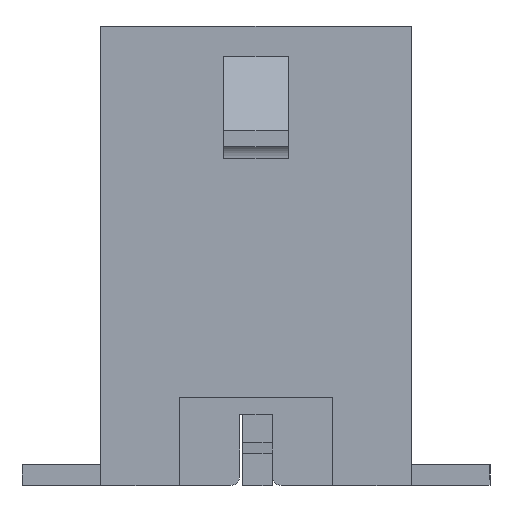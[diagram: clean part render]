
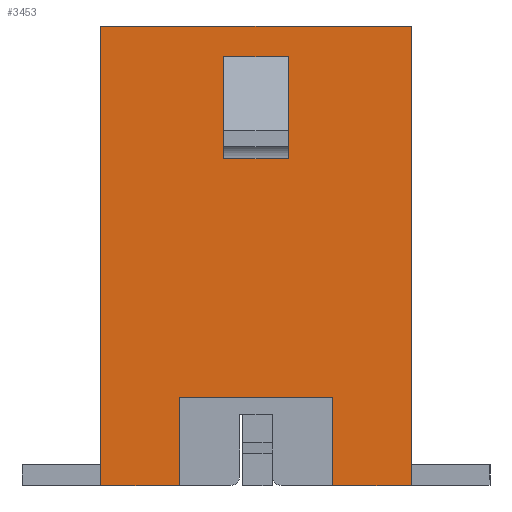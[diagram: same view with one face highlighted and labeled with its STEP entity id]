
A CAD part, left-side view. The second image highlights one B-rep face of the part: STEP entity #3453.
In plain terms, the highlighted face is planar.
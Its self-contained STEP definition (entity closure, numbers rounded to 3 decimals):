
#381=ORIENTED_EDGE('',*,*,#1327,.F.);
#382=ORIENTED_EDGE('',*,*,#1328,.F.);
#383=ORIENTED_EDGE('',*,*,#1329,.T.);
#384=ORIENTED_EDGE('',*,*,#1195,.F.);
#385=ORIENTED_EDGE('',*,*,#1326,.F.);
#386=ORIENTED_EDGE('',*,*,#1116,.T.);
#387=ORIENTED_EDGE('',*,*,#1317,.T.);
#388=ORIENTED_EDGE('',*,*,#1203,.F.);
#389=ORIENTED_EDGE('',*,*,#1330,.T.);
#390=ORIENTED_EDGE('',*,*,#1331,.T.);
#391=ORIENTED_EDGE('',*,*,#1332,.F.);
#392=ORIENTED_EDGE('',*,*,#1333,.F.);
#1116=EDGE_CURVE('',#1622,#1621,#1955,.T.);
#1195=EDGE_CURVE('',#1695,#1696,#2034,.T.);
#1203=EDGE_CURVE('',#1701,#1702,#2042,.T.);
#1317=EDGE_CURVE('',#1621,#1702,#2155,.T.);
#1326=EDGE_CURVE('',#1622,#1695,#2164,.T.);
#1327=EDGE_CURVE('',#1787,#1701,#2165,.T.);
#1328=EDGE_CURVE('',#1788,#1787,#2166,.T.);
#1329=EDGE_CURVE('',#1788,#1696,#2167,.T.);
#1330=EDGE_CURVE('',#1789,#1790,#2168,.T.);
#1331=EDGE_CURVE('',#1790,#1791,#2169,.T.);
#1332=EDGE_CURVE('',#1792,#1791,#2170,.T.);
#1333=EDGE_CURVE('',#1789,#1792,#2171,.T.);
#1621=VERTEX_POINT('',#4954);
#1622=VERTEX_POINT('',#4956);
#1695=VERTEX_POINT('',#5114);
#1696=VERTEX_POINT('',#5116);
#1701=VERTEX_POINT('',#5130);
#1702=VERTEX_POINT('',#5132);
#1787=VERTEX_POINT('',#5358);
#1788=VERTEX_POINT('',#5360);
#1789=VERTEX_POINT('',#5363);
#1790=VERTEX_POINT('',#5364);
#1791=VERTEX_POINT('',#5366);
#1792=VERTEX_POINT('',#5368);
#1955=LINE('',#4955,#2444);
#2034=LINE('',#5115,#2523);
#2042=LINE('',#5131,#2531);
#2155=LINE('',#5339,#2644);
#2164=LINE('',#5355,#2653);
#2165=LINE('',#5357,#2654);
#2166=LINE('',#5359,#2655);
#2167=LINE('',#5361,#2656);
#2168=LINE('',#5362,#2657);
#2169=LINE('',#5365,#2658);
#2170=LINE('',#5367,#2659);
#2171=LINE('',#5369,#2660);
#2444=VECTOR('',#4043,1000.);
#2523=VECTOR('',#4136,1000.);
#2531=VECTOR('',#4148,1000.);
#2644=VECTOR('',#4289,1000.);
#2653=VECTOR('',#4304,1000.);
#2654=VECTOR('',#4307,1000.);
#2655=VECTOR('',#4308,1000.);
#2656=VECTOR('',#4309,1000.);
#2657=VECTOR('',#4310,1000.);
#2658=VECTOR('',#4311,1000.);
#2659=VECTOR('',#4312,1000.);
#2660=VECTOR('',#4313,1000.);
#2933=EDGE_LOOP('',(#381,#382,#383,#384,#385,#386,#387,#388));
#2934=EDGE_LOOP('',(#389,#390,#391,#392));
#3116=FACE_BOUND('',#2933,.T.);
#3117=FACE_BOUND('',#2934,.T.);
#3289=PLANE('',#3833);
#3453=ADVANCED_FACE('',(#3116,#3117),#3289,.T.);
#3833=AXIS2_PLACEMENT_3D('',#5356,#4305,#4306);
#4043=DIRECTION('',(1.,0.,0.));
#4136=DIRECTION('',(1.,0.,0.));
#4148=DIRECTION('',(1.,0.,0.));
#4289=DIRECTION('',(0.,1.,0.));
#4304=DIRECTION('',(0.,1.,0.));
#4305=DIRECTION('',(0.,0.,1.));
#4306=DIRECTION('',(1.,0.,0.));
#4307=DIRECTION('',(0.,1.,0.));
#4308=DIRECTION('',(1.,0.,0.));
#4309=DIRECTION('',(0.,1.,0.));
#4310=DIRECTION('',(0.,-1.,0.));
#4311=DIRECTION('',(-1.,0.,0.));
#4312=DIRECTION('',(0.,-1.,0.));
#4313=DIRECTION('',(-1.,0.,0.));
#4954=CARTESIAN_POINT('',(3.35,-4.95,3.68));
#4955=CARTESIAN_POINT('',(-3.35,-4.95,3.68));
#4956=CARTESIAN_POINT('',(-3.35,-4.95,3.68));
#5114=CARTESIAN_POINT('',(-3.35,4.95,3.68));
#5115=CARTESIAN_POINT('',(-3.35,4.95,3.68));
#5116=CARTESIAN_POINT('',(-1.65,4.95,3.68));
#5130=CARTESIAN_POINT('',(1.65,4.95,3.68));
#5131=CARTESIAN_POINT('',(-3.35,4.95,3.68));
#5132=CARTESIAN_POINT('',(3.35,4.95,3.68));
#5339=CARTESIAN_POINT('',(3.35,-4.95,3.68));
#5355=CARTESIAN_POINT('',(-3.35,-4.95,3.68));
#5356=CARTESIAN_POINT('',(-3.35,-4.95,3.68));
#5357=CARTESIAN_POINT('',(1.65,3.05,3.68));
#5358=CARTESIAN_POINT('',(1.65,3.05,3.68));
#5359=CARTESIAN_POINT('',(-1.65,3.05,3.68));
#5360=CARTESIAN_POINT('',(-1.65,3.05,3.68));
#5361=CARTESIAN_POINT('',(-1.65,3.05,3.68));
#5362=CARTESIAN_POINT('',(0.7,-2.1,3.68));
#5363=CARTESIAN_POINT('',(0.7,-2.1,3.68));
#5364=CARTESIAN_POINT('',(0.7,-4.3,3.68));
#5365=CARTESIAN_POINT('',(0.7,-4.3,3.68));
#5366=CARTESIAN_POINT('',(-0.7,-4.3,3.68));
#5367=CARTESIAN_POINT('',(-0.7,-2.1,3.68));
#5368=CARTESIAN_POINT('',(-0.7,-2.1,3.68));
#5369=CARTESIAN_POINT('',(0.7,-2.1,3.68));
